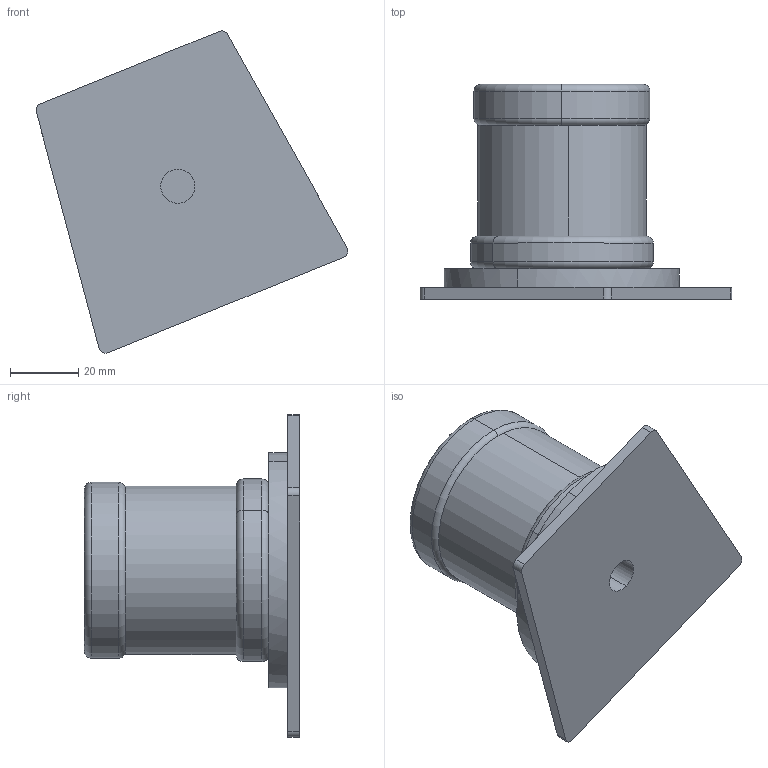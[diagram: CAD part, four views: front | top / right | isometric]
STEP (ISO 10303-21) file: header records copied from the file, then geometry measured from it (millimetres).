
FILE_DESCRIPTION (( 'STEP AP203' ), '1' );
FILE_NAME ('Pump2_Default_sldprt.STEP', '2022-08-02T03:04:44', ( '' ), ( '' ), 'SwSTEP 2.0', 'SolidWorks 2020', '' );
FILE_SCHEMA (( 'CONFIG_CONTROL_DESIGN' ));
Length unit declared in the file: millimetre
Products named in the file (1): Pump2_Default_sldprt
Bounding box: 91.29 x 63 x 94.35 mm (x, y, z)
Volume: 137833.6 mm3; surface area: 32905.2 mm2
Topology: 4 solids, 4 shells, 40 faces, 84 edges, 52 vertices
Faces by surface type: cylinder 16, plane 14, torus 10
Entity records: 1165 total; most frequent: DIRECTION 220, CARTESIAN_POINT 177, ORIENTED_EDGE 168, AXIS2_PLACEMENT_3D 95, EDGE_CURVE 84, CIRCLE 54, VERTEX_POINT 52, EDGE_LOOP 44
